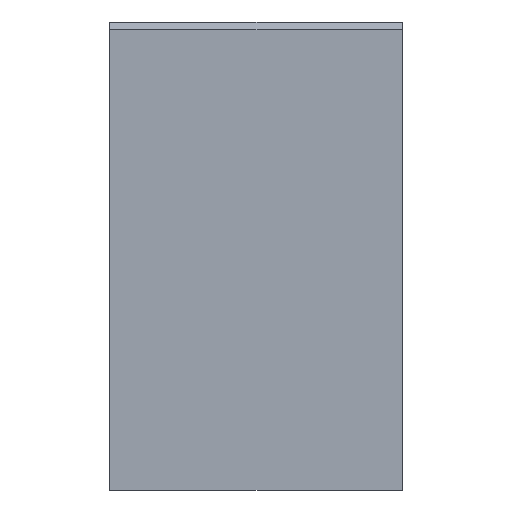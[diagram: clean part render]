
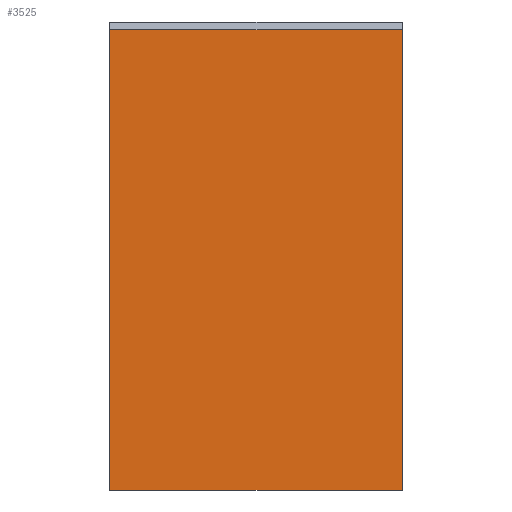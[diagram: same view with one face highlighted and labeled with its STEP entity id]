
A CAD part, left-side view. The second image highlights one B-rep face of the part: STEP entity #3525.
In plain terms, the highlighted planar face has unit normal (-1, 0, 0).
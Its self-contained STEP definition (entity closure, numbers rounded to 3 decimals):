
#140 = VECTOR ( 'NONE', #252, 1000. ) ;
#252 = DIRECTION ( 'NONE',  ( 0., -1., 0. ) ) ;
#257 = EDGE_CURVE ( 'NONE', #671, #5043, #3316, .T. ) ;
#485 = CARTESIAN_POINT ( 'NONE',  ( -12.5, 12.5, 39.32 ) ) ;
#585 = CARTESIAN_POINT ( 'NONE',  ( -12.5, 12.5, 39.32 ) ) ;
#613 = FACE_OUTER_BOUND ( 'NONE', #3546, .T. ) ;
#653 = VERTEX_POINT ( 'NONE', #585 ) ;
#662 = EDGE_CURVE ( 'NONE', #653, #2612, #4956, .T. ) ;
#671 = VERTEX_POINT ( 'NONE', #902 ) ;
#902 = CARTESIAN_POINT ( 'NONE',  ( -12.5, 12.5, 0. ) ) ;
#1252 = LINE ( 'NONE', #4313, #3522 ) ;
#1825 = CARTESIAN_POINT ( 'NONE',  ( -12.5, -12.5, 39.32 ) ) ;
#1826 = CARTESIAN_POINT ( 'NONE',  ( -12.5, -12.5, 0. ) ) ;
#2043 = DIRECTION ( 'NONE',  ( 0., 0., -1. ) ) ;
#2087 = ORIENTED_EDGE ( 'NONE', *, *, #257, .T. ) ;
#2148 = DIRECTION ( 'NONE',  ( 0., 0., 1. ) ) ;
#2154 = ORIENTED_EDGE ( 'NONE', *, *, #2766, .F. ) ;
#2168 = CARTESIAN_POINT ( 'NONE',  ( -12.5, 12.5, 39.32 ) ) ;
#2515 = PLANE ( 'NONE',  #4994 ) ;
#2543 = CARTESIAN_POINT ( 'NONE',  ( -12.5, 12.5, 39.32 ) ) ;
#2575 = CARTESIAN_POINT ( 'NONE',  ( -12.5, 12.5, 0. ) ) ;
#2612 = VERTEX_POINT ( 'NONE', #1825 ) ;
#2766 = EDGE_CURVE ( 'NONE', #2612, #5043, #1252, .T. ) ;
#2903 = DIRECTION ( 'NONE',  ( -1., 0., 0. ) ) ;
#2940 = VECTOR ( 'NONE', #4868, 1000. ) ;
#3316 = LINE ( 'NONE', #2575, #2940 ) ;
#3392 = ORIENTED_EDGE ( 'NONE', *, *, #3963, .T. ) ;
#3460 = VECTOR ( 'NONE', #2043, 1000. ) ;
#3522 = VECTOR ( 'NONE', #3976, 1000. ) ;
#3525 = ADVANCED_FACE ( 'NONE', ( #613 ), #2515, .T. ) ;
#3546 = EDGE_LOOP ( 'NONE', ( #5041, #3392, #2087, #2154 ) ) ;
#3649 = LINE ( 'NONE', #485, #3460 ) ;
#3963 = EDGE_CURVE ( 'NONE', #653, #671, #3649, .T. ) ;
#3976 = DIRECTION ( 'NONE',  ( 0., 0., -1. ) ) ;
#4313 = CARTESIAN_POINT ( 'NONE',  ( -12.5, -12.5, 39.32 ) ) ;
#4868 = DIRECTION ( 'NONE',  ( 0., -1., 0. ) ) ;
#4956 = LINE ( 'NONE', #2168, #140 ) ;
#4994 = AXIS2_PLACEMENT_3D ( 'NONE', #2543, #2903, #2148 ) ;
#5041 = ORIENTED_EDGE ( 'NONE', *, *, #662, .F. ) ;
#5043 = VERTEX_POINT ( 'NONE', #1826 ) ;
